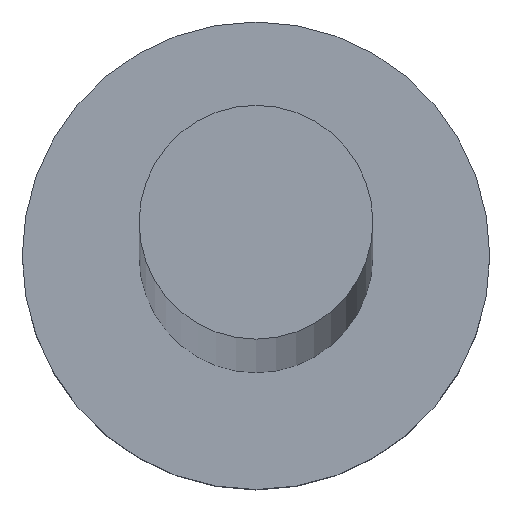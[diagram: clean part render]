
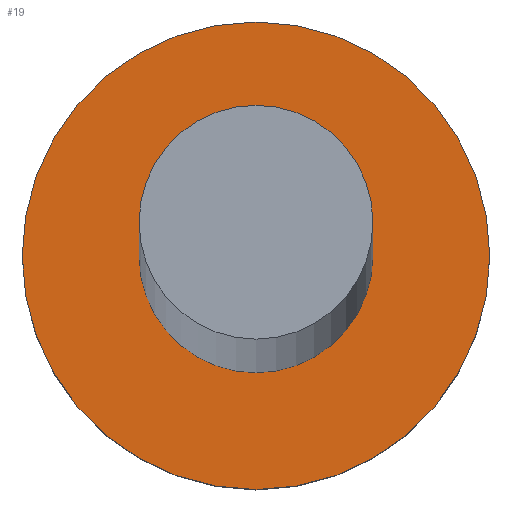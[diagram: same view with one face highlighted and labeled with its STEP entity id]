
A CAD part, top view. The second image highlights one B-rep face of the part: STEP entity #19.
In plain terms, the highlighted planar face has unit normal (0, 0, 1).
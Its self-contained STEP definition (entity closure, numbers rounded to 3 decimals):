
#2 = AXIS2_PLACEMENT_3D ( 'NONE', #203, #209, #184 ) ;
#5 = CARTESIAN_POINT ( 'NONE',  ( -3., 0., 3. ) ) ;
#9 = FACE_BOUND ( 'NONE', #77, .T. ) ;
#10 = DIRECTION ( 'NONE',  ( 0., 0., 1. ) ) ;
#17 = ORIENTED_EDGE ( 'NONE', *, *, #138, .F. ) ;
#19 = ADVANCED_FACE ( 'NONE', ( #9, #67 ), #44, .T. ) ;
#20 = ORIENTED_EDGE ( 'NONE', *, *, #97, .F. ) ;
#42 = DIRECTION ( 'NONE',  ( 0., 0., 1. ) ) ;
#44 = PLANE ( 'NONE',  #159 ) ;
#46 = CARTESIAN_POINT ( 'NONE',  ( 0., 0., 3. ) ) ;
#55 = VERTEX_POINT ( 'NONE', #82 ) ;
#67 = FACE_OUTER_BOUND ( 'NONE', #74, .T. ) ;
#71 = EDGE_CURVE ( 'NONE', #241, #192, #215, .T. ) ;
#73 = CARTESIAN_POINT ( 'NONE',  ( 0., 0., 3. ) ) ;
#74 = EDGE_LOOP ( 'NONE', ( #134, #239 ) ) ;
#77 = EDGE_LOOP ( 'NONE', ( #20, #17 ) ) ;
#78 = CIRCLE ( 'NONE', #230, 1.5 ) ;
#80 = DIRECTION ( 'NONE',  ( 0., 0., 1. ) ) ;
#82 = CARTESIAN_POINT ( 'NONE',  ( -1.5, 0., 3. ) ) ;
#97 = EDGE_CURVE ( 'NONE', #55, #199, #139, .T. ) ;
#117 = DIRECTION ( 'NONE',  ( 1., 0., 0. ) ) ;
#125 = DIRECTION ( 'NONE',  ( 1., 0., 0. ) ) ;
#134 = ORIENTED_EDGE ( 'NONE', *, *, #71, .T. ) ;
#138 = EDGE_CURVE ( 'NONE', #199, #55, #78, .T. ) ;
#139 = CIRCLE ( 'NONE', #191, 1.5 ) ;
#140 = CARTESIAN_POINT ( 'NONE',  ( 0., 0., 3. ) ) ;
#155 = DIRECTION ( 'NONE',  ( 0., 0., 1. ) ) ;
#159 = AXIS2_PLACEMENT_3D ( 'NONE', #165, #80, #117 ) ;
#163 = DIRECTION ( 'NONE',  ( 1., 0., 0. ) ) ;
#165 = CARTESIAN_POINT ( 'NONE',  ( 0., 0., 3. ) ) ;
#168 = CARTESIAN_POINT ( 'NONE',  ( 1.5, 0., 3. ) ) ;
#176 = AXIS2_PLACEMENT_3D ( 'NONE', #73, #155, #240 ) ;
#184 = DIRECTION ( 'NONE',  ( 1., 0., 0. ) ) ;
#191 = AXIS2_PLACEMENT_3D ( 'NONE', #46, #10, #163 ) ;
#192 = VERTEX_POINT ( 'NONE', #236 ) ;
#199 = VERTEX_POINT ( 'NONE', #168 ) ;
#203 = CARTESIAN_POINT ( 'NONE',  ( 0., 0., 3. ) ) ;
#206 = CIRCLE ( 'NONE', #176, 3. ) ;
#209 = DIRECTION ( 'NONE',  ( 0., 0., 1. ) ) ;
#215 = CIRCLE ( 'NONE', #2, 3. ) ;
#230 = AXIS2_PLACEMENT_3D ( 'NONE', #140, #42, #125 ) ;
#236 = CARTESIAN_POINT ( 'NONE',  ( 3., 0., 3. ) ) ;
#239 = ORIENTED_EDGE ( 'NONE', *, *, #255, .T. ) ;
#240 = DIRECTION ( 'NONE',  ( 1., 0., 0. ) ) ;
#241 = VERTEX_POINT ( 'NONE', #5 ) ;
#255 = EDGE_CURVE ( 'NONE', #192, #241, #206, .T. ) ;
